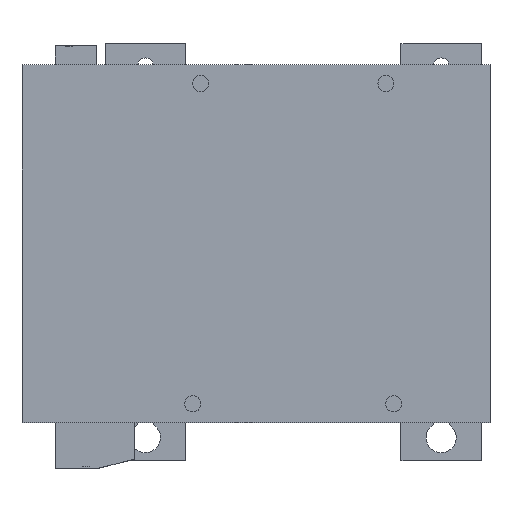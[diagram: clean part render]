
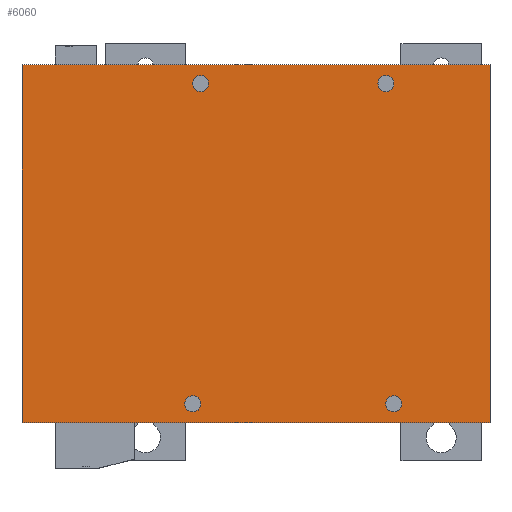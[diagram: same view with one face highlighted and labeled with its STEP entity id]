
A CAD part, top view. The second image highlights one B-rep face of the part: STEP entity #6060.
In plain terms, the highlighted planar face has unit normal (0, 0, 1).
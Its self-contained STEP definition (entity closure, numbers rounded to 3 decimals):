
#78 = DIRECTION ( 'NONE',  ( 0., 0., -1. ) ) ;
#197 = CARTESIAN_POINT ( 'NONE',  ( 0., 0., 158. ) ) ;
#315 = EDGE_CURVE ( 'NONE', #2176, #9495, #7456, .T. ) ;
#321 = EDGE_CURVE ( 'NONE', #9054, #1846, #6542, .T. ) ;
#357 = ORIENTED_EDGE ( 'NONE', *, *, #8522, .T. ) ;
#465 = EDGE_CURVE ( 'NONE', #4110, #6824, #4210, .T. ) ;
#495 = ORIENTED_EDGE ( 'NONE', *, *, #11140, .F. ) ;
#658 = DIRECTION ( 'NONE',  ( -1., 0., 0. ) ) ;
#666 = LINE ( 'NONE', #3238, #11248 ) ;
#745 = AXIS2_PLACEMENT_3D ( 'NONE', #6245, #10490, #4484 ) ;
#1198 = DIRECTION ( 'NONE',  ( -1., 0., 0. ) ) ;
#1200 = ORIENTED_EDGE ( 'NONE', *, *, #3618, .F. ) ;
#1239 = ORIENTED_EDGE ( 'NONE', *, *, #4739, .F. ) ;
#1272 = CIRCLE ( 'NONE', #9129, 2.8 ) ;
#1398 = DIRECTION ( 'NONE',  ( 0., 1., 0. ) ) ;
#1421 = DIRECTION ( 'NONE',  ( -1., 0., 0. ) ) ;
#1682 = DIRECTION ( 'NONE',  ( -1., 0., 0. ) ) ;
#1846 = VERTEX_POINT ( 'NONE', #6736 ) ;
#1868 = CARTESIAN_POINT ( 'NONE',  ( 37.8, -55.8, 158. ) ) ;
#2015 = ORIENTED_EDGE ( 'NONE', *, *, #10268, .F. ) ;
#2024 = FACE_BOUND ( 'NONE', #6188, .T. ) ;
#2176 = VERTEX_POINT ( 'NONE', #3000 ) ;
#2194 = LINE ( 'NONE', #6544, #10097 ) ;
#2256 = CARTESIAN_POINT ( 'NONE',  ( -32.2, -55.8, 158. ) ) ;
#2338 = AXIS2_PLACEMENT_3D ( 'NONE', #4101, #3985, #4043 ) ;
#2514 = CARTESIAN_POINT ( 'NONE',  ( -94.5, -62.3, 158. ) ) ;
#2902 = VERTEX_POINT ( 'NONE', #1868 ) ;
#3000 = CARTESIAN_POINT ( 'NONE',  ( -37.8, -55.8, 158. ) ) ;
#3001 = ORIENTED_EDGE ( 'NONE', *, *, #5154, .T. ) ;
#3019 = CARTESIAN_POINT ( 'NONE',  ( 68.5, 62.3, 158. ) ) ;
#3107 = EDGE_CURVE ( 'NONE', #8935, #7070, #666, .T. ) ;
#3238 = CARTESIAN_POINT ( 'NONE',  ( -94.5, -62.3, 158. ) ) ;
#3296 = DIRECTION ( 'NONE',  ( 1., 0., 0. ) ) ;
#3412 = CARTESIAN_POINT ( 'NONE',  ( 68.5, -62.3, 158. ) ) ;
#3618 = EDGE_CURVE ( 'NONE', #9495, #2176, #7212, .T. ) ;
#3660 = LINE ( 'NONE', #7261, #8954 ) ;
#3793 = AXIS2_PLACEMENT_3D ( 'NONE', #11029, #11083, #658 ) ;
#3802 = FACE_OUTER_BOUND ( 'NONE', #7052, .T. ) ;
#3985 = DIRECTION ( 'NONE',  ( 0., 0., 1. ) ) ;
#4043 = DIRECTION ( 'NONE',  ( -1., 0., 0. ) ) ;
#4100 = EDGE_CURVE ( 'NONE', #11138, #9829, #11249, .T. ) ;
#4101 = CARTESIAN_POINT ( 'NONE',  ( -35., -55.8, 158. ) ) ;
#4110 = VERTEX_POINT ( 'NONE', #3019 ) ;
#4210 = LINE ( 'NONE', #5233, #10567 ) ;
#4301 = CARTESIAN_POINT ( 'NONE',  ( 29.45, 55.766, 158. ) ) ;
#4318 = DIRECTION ( 'NONE',  ( 0., 0., 1. ) ) ;
#4400 = CARTESIAN_POINT ( 'NONE',  ( 35., -55.8, 158. ) ) ;
#4425 = CARTESIAN_POINT ( 'NONE',  ( -29.45, 55.766, 158. ) ) ;
#4484 = DIRECTION ( 'NONE',  ( -1., 0., 0. ) ) ;
#4498 = FACE_BOUND ( 'NONE', #10693, .T. ) ;
#4565 = ORIENTED_EDGE ( 'NONE', *, *, #10523, .F. ) ;
#4739 = EDGE_CURVE ( 'NONE', #1846, #9054, #6591, .T. ) ;
#4807 = CARTESIAN_POINT ( 'NONE',  ( -32.25, 55.766, 158. ) ) ;
#5009 = CARTESIAN_POINT ( 'NONE',  ( -35., -55.8, 158. ) ) ;
#5154 = EDGE_CURVE ( 'NONE', #6824, #8935, #3660, .T. ) ;
#5233 = CARTESIAN_POINT ( 'NONE',  ( -94.5, 62.3, 158. ) ) ;
#5506 = ORIENTED_EDGE ( 'NONE', *, *, #4100, .F. ) ;
#6015 = CARTESIAN_POINT ( 'NONE',  ( -35.05, 55.766, 158. ) ) ;
#6060 = ADVANCED_FACE ( 'NONE', ( #7233, #4498, #2024, #9752, #3802 ), #6210, .F. ) ;
#6188 = EDGE_LOOP ( 'NONE', ( #7528, #1239 ) ) ;
#6210 = PLANE ( 'NONE',  #6648 ) ;
#6245 = CARTESIAN_POINT ( 'NONE',  ( 32.25, 55.766, 158. ) ) ;
#6304 = AXIS2_PLACEMENT_3D ( 'NONE', #4807, #6573, #1421 ) ;
#6466 = DIRECTION ( 'NONE',  ( 0., -1., 0. ) ) ;
#6527 = EDGE_LOOP ( 'NONE', ( #5506, #495 ) ) ;
#6542 = CIRCLE ( 'NONE', #3793, 2.8 ) ;
#6544 = CARTESIAN_POINT ( 'NONE',  ( 68.5, 51., 158. ) ) ;
#6573 = DIRECTION ( 'NONE',  ( 0., 0., 1. ) ) ;
#6591 = CIRCLE ( 'NONE', #745, 2.8 ) ;
#6648 = AXIS2_PLACEMENT_3D ( 'NONE', #197, #78, #10677 ) ;
#6736 = CARTESIAN_POINT ( 'NONE',  ( 35.05, 55.766, 158. ) ) ;
#6824 = VERTEX_POINT ( 'NONE', #8963 ) ;
#6921 = DIRECTION ( 'NONE',  ( 0., 0., 1. ) ) ;
#7052 = EDGE_LOOP ( 'NONE', ( #357, #9688, #3001, #10520 ) ) ;
#7070 = VERTEX_POINT ( 'NONE', #3412 ) ;
#7212 = CIRCLE ( 'NONE', #8123, 2.8 ) ;
#7233 = FACE_BOUND ( 'NONE', #10933, .T. ) ;
#7261 = CARTESIAN_POINT ( 'NONE',  ( -94.5, 51., 158. ) ) ;
#7374 = CARTESIAN_POINT ( 'NONE',  ( 35., -55.8, 158. ) ) ;
#7456 = CIRCLE ( 'NONE', #2338, 2.8 ) ;
#7528 = ORIENTED_EDGE ( 'NONE', *, *, #321, .F. ) ;
#7548 = ORIENTED_EDGE ( 'NONE', *, *, #315, .F. ) ;
#7814 = AXIS2_PLACEMENT_3D ( 'NONE', #11228, #6921, #11174 ) ;
#8123 = AXIS2_PLACEMENT_3D ( 'NONE', #5009, #4318, #9295 ) ;
#8409 = CIRCLE ( 'NONE', #10066, 2.8 ) ;
#8522 = EDGE_CURVE ( 'NONE', #7070, #4110, #2194, .T. ) ;
#8935 = VERTEX_POINT ( 'NONE', #2514 ) ;
#8954 = VECTOR ( 'NONE', #6466, 1000. ) ;
#8963 = CARTESIAN_POINT ( 'NONE',  ( -94.5, 62.3, 158. ) ) ;
#9031 = DIRECTION ( 'NONE',  ( 0., 0., 1. ) ) ;
#9054 = VERTEX_POINT ( 'NONE', #4301 ) ;
#9129 = AXIS2_PLACEMENT_3D ( 'NONE', #7374, #9031, #1198 ) ;
#9295 = DIRECTION ( 'NONE',  ( -1., 0., 0. ) ) ;
#9495 = VERTEX_POINT ( 'NONE', #2256 ) ;
#9688 = ORIENTED_EDGE ( 'NONE', *, *, #465, .T. ) ;
#9709 = DIRECTION ( 'NONE',  ( -1., 0., 0. ) ) ;
#9752 = FACE_BOUND ( 'NONE', #6527, .T. ) ;
#9829 = VERTEX_POINT ( 'NONE', #4425 ) ;
#10066 = AXIS2_PLACEMENT_3D ( 'NONE', #4400, #10458, #9709 ) ;
#10097 = VECTOR ( 'NONE', #1398, 1000. ) ;
#10194 = CIRCLE ( 'NONE', #7814, 2.8 ) ;
#10268 = EDGE_CURVE ( 'NONE', #10915, #2902, #1272, .T. ) ;
#10458 = DIRECTION ( 'NONE',  ( 0., 0., 1. ) ) ;
#10490 = DIRECTION ( 'NONE',  ( 0., 0., 1. ) ) ;
#10520 = ORIENTED_EDGE ( 'NONE', *, *, #3107, .T. ) ;
#10523 = EDGE_CURVE ( 'NONE', #2902, #10915, #8409, .T. ) ;
#10567 = VECTOR ( 'NONE', #1682, 1000. ) ;
#10677 = DIRECTION ( 'NONE',  ( -1., 0., 0. ) ) ;
#10693 = EDGE_LOOP ( 'NONE', ( #7548, #1200 ) ) ;
#10915 = VERTEX_POINT ( 'NONE', #11307 ) ;
#10933 = EDGE_LOOP ( 'NONE', ( #2015, #4565 ) ) ;
#11029 = CARTESIAN_POINT ( 'NONE',  ( 32.25, 55.766, 158. ) ) ;
#11083 = DIRECTION ( 'NONE',  ( 0., 0., 1. ) ) ;
#11138 = VERTEX_POINT ( 'NONE', #6015 ) ;
#11140 = EDGE_CURVE ( 'NONE', #9829, #11138, #10194, .T. ) ;
#11174 = DIRECTION ( 'NONE',  ( -1., 0., 0. ) ) ;
#11228 = CARTESIAN_POINT ( 'NONE',  ( -32.25, 55.766, 158. ) ) ;
#11248 = VECTOR ( 'NONE', #3296, 1000. ) ;
#11249 = CIRCLE ( 'NONE', #6304, 2.8 ) ;
#11307 = CARTESIAN_POINT ( 'NONE',  ( 32.2, -55.8, 158. ) ) ;
